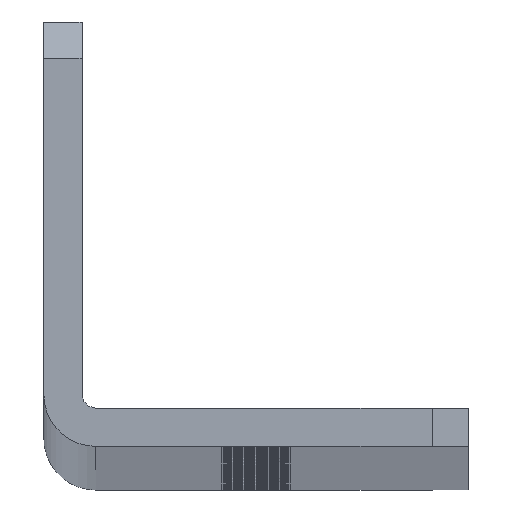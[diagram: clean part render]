
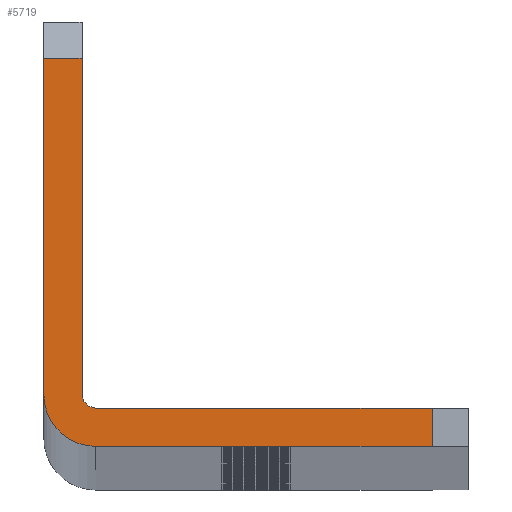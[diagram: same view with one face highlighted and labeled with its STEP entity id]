
A CAD part, top view. The second image highlights one B-rep face of the part: STEP entity #5719.
In plain terms, the highlighted planar face has unit normal (0, 0, 1).
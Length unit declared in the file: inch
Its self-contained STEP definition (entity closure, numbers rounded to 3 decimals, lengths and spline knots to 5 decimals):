
#53 = ORIENTED_EDGE ( 'NONE', *, *, #8595, .T. ) ;
#179 = AXIS2_PLACEMENT_3D ( 'NONE', #4912, #7655, #1920 ) ;
#232 = VERTEX_POINT ( 'NONE', #9026 ) ;
#253 = DIRECTION ( 'NONE',  ( 1., 0., 0. ) ) ;
#432 = CARTESIAN_POINT ( 'NONE',  ( 0., 0.915, 29.5 ) ) ;
#551 = LINE ( 'NONE', #2003, #1389 ) ;
#794 = ORIENTED_EDGE ( 'NONE', *, *, #7094, .T. ) ;
#796 = ORIENTED_EDGE ( 'NONE', *, *, #8116, .F. ) ;
#855 = VERTEX_POINT ( 'NONE', #1860 ) ;
#978 = VERTEX_POINT ( 'NONE', #4904 ) ;
#1063 = ORIENTED_EDGE ( 'NONE', *, *, #6317, .T. ) ;
#1068 = VERTEX_POINT ( 'NONE', #3905 ) ;
#1085 = CARTESIAN_POINT ( 'NONE',  ( 0.915, 0., 29.5 ) ) ;
#1279 = ORIENTED_EDGE ( 'NONE', *, *, #6788, .T. ) ;
#1389 = VECTOR ( 'NONE', #7498, 39.37008 ) ;
#1528 = VECTOR ( 'NONE', #9044, 39.37008 ) ;
#1774 = CARTESIAN_POINT ( 'NONE',  ( 0.122, 0.122, 29.5 ) ) ;
#1860 = CARTESIAN_POINT ( 'NONE',  ( 0.915, 0.09, 29.5 ) ) ;
#1920 = DIRECTION ( 'NONE',  ( 1., 0., 0. ) ) ;
#1948 = ORIENTED_EDGE ( 'NONE', *, *, #7810, .T. ) ;
#1960 = VECTOR ( 'NONE', #6811, 39.37008 ) ;
#2003 = CARTESIAN_POINT ( 'NONE',  ( 0.915, 0.122, 29.5 ) ) ;
#2119 = CARTESIAN_POINT ( 'NONE',  ( 0.122, 0.122, 29.5 ) ) ;
#2124 = CARTESIAN_POINT ( 'NONE',  ( 0.09, 0.09, 29.5 ) ) ;
#2247 = VERTEX_POINT ( 'NONE', #2535 ) ;
#2430 = ORIENTED_EDGE ( 'NONE', *, *, #8052, .T. ) ;
#2519 = LINE ( 'NONE', #4669, #1960 ) ;
#2535 = CARTESIAN_POINT ( 'NONE',  ( 0.09, 0.122, 29.5 ) ) ;
#2859 = AXIS2_PLACEMENT_3D ( 'NONE', #2119, #4356, #6547 ) ;
#3436 = VERTEX_POINT ( 'NONE', #7877 ) ;
#3509 = EDGE_CURVE ( 'NONE', #1068, #3759, #5908, .T. ) ;
#3616 = DIRECTION ( 'NONE',  ( 0., 1., 0. ) ) ;
#3759 = VERTEX_POINT ( 'NONE', #5896 ) ;
#3893 = VECTOR ( 'NONE', #3616, 39.37008 ) ;
#3905 = CARTESIAN_POINT ( 'NONE',  ( 0., 0.915, 29.5 ) ) ;
#3917 = DIRECTION ( 'NONE',  ( 0., 0., -1. ) ) ;
#4179 = CIRCLE ( 'NONE', #179, 0.122 ) ;
#4204 = CIRCLE ( 'NONE', #5395, 0.032 ) ;
#4238 = ORIENTED_EDGE ( 'NONE', *, *, #3509, .T. ) ;
#4276 = VERTEX_POINT ( 'NONE', #1085 ) ;
#4304 = PLANE ( 'NONE',  #2859 ) ;
#4356 = DIRECTION ( 'NONE',  ( 0., 0., 1. ) ) ;
#4424 = EDGE_LOOP ( 'NONE', ( #1063, #2430, #1948, #796, #4238, #1279, #794, #53 ) ) ;
#4669 = CARTESIAN_POINT ( 'NONE',  ( 0.122, 0., 29.5 ) ) ;
#4904 = CARTESIAN_POINT ( 'NONE',  ( 0.122, 0.09, 29.5 ) ) ;
#4912 = CARTESIAN_POINT ( 'NONE',  ( 0.122, 0.122, 29.5 ) ) ;
#5268 = LINE ( 'NONE', #8373, #8819 ) ;
#5395 = AXIS2_PLACEMENT_3D ( 'NONE', #1774, #3917, #253 ) ;
#5719 = ADVANCED_FACE ( 'NONE', ( #7799 ), #4304, .T. ) ;
#5801 = LINE ( 'NONE', #2124, #3893 ) ;
#5896 = CARTESIAN_POINT ( 'NONE',  ( 0., 0.122, 29.5 ) ) ;
#5908 = LINE ( 'NONE', #8579, #7712 ) ;
#6317 = EDGE_CURVE ( 'NONE', #855, #978, #5268, .T. ) ;
#6366 = DIRECTION ( 'NONE',  ( -1., 0., 0. ) ) ;
#6488 = DIRECTION ( 'NONE',  ( 0., -1., 0. ) ) ;
#6547 = DIRECTION ( 'NONE',  ( 1., 0., 0. ) ) ;
#6788 = EDGE_CURVE ( 'NONE', #3759, #3436, #4179, .T. ) ;
#6811 = DIRECTION ( 'NONE',  ( 1., 0., 0. ) ) ;
#7094 = EDGE_CURVE ( 'NONE', #3436, #4276, #2519, .T. ) ;
#7498 = DIRECTION ( 'NONE',  ( 0., 1., 0. ) ) ;
#7655 = DIRECTION ( 'NONE',  ( 0., 0., 1. ) ) ;
#7712 = VECTOR ( 'NONE', #6488, 39.37008 ) ;
#7799 = FACE_OUTER_BOUND ( 'NONE', #4424, .T. ) ;
#7810 = EDGE_CURVE ( 'NONE', #2247, #232, #5801, .T. ) ;
#7877 = CARTESIAN_POINT ( 'NONE',  ( 0.122, 0., 29.5 ) ) ;
#8052 = EDGE_CURVE ( 'NONE', #978, #2247, #4204, .T. ) ;
#8116 = EDGE_CURVE ( 'NONE', #1068, #232, #8299, .T. ) ;
#8299 = LINE ( 'NONE', #432, #1528 ) ;
#8373 = CARTESIAN_POINT ( 'NONE',  ( 0.122, 0.09, 29.5 ) ) ;
#8579 = CARTESIAN_POINT ( 'NONE',  ( 0., 0.09, 29.5 ) ) ;
#8595 = EDGE_CURVE ( 'NONE', #4276, #855, #551, .T. ) ;
#8819 = VECTOR ( 'NONE', #6366, 39.37008 ) ;
#9026 = CARTESIAN_POINT ( 'NONE',  ( 0.09, 0.915, 29.5 ) ) ;
#9044 = DIRECTION ( 'NONE',  ( 1., 0., 0. ) ) ;
